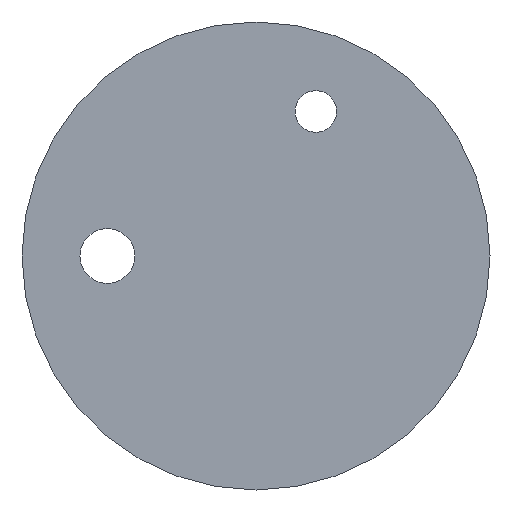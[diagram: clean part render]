
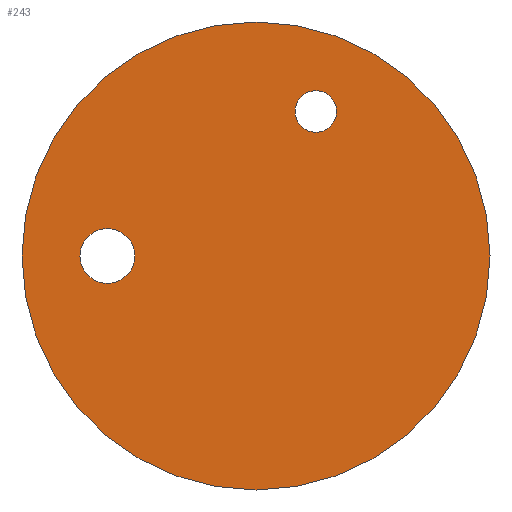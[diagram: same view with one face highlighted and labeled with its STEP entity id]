
A CAD part, front view. The second image highlights one B-rep face of the part: STEP entity #243.
In plain terms, the highlighted planar face has unit normal (0, -1, 0).
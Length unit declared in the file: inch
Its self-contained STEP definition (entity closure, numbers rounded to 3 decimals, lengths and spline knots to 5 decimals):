
#5 = CARTESIAN_POINT ( 'NONE',  ( -1.188, 0., 0. ) ) ;
#8 = CIRCLE ( 'NONE', #320, 0.166 ) ;
#21 = DIRECTION ( 'NONE',  ( -1., 0., 0. ) ) ;
#29 = AXIS2_PLACEMENT_3D ( 'NONE', #5, #103, #350 ) ;
#31 = VERTEX_POINT ( 'NONE', #503 ) ;
#41 = CARTESIAN_POINT ( 'NONE',  ( -1.188, 0., 0.219 ) ) ;
#45 = EDGE_LOOP ( 'NONE', ( #331, #180 ) ) ;
#47 = CARTESIAN_POINT ( 'NONE',  ( -1.188, 0., 0. ) ) ;
#55 = VERTEX_POINT ( 'NONE', #61 ) ;
#56 = CIRCLE ( 'NONE', #202, 1.87 ) ;
#61 = CARTESIAN_POINT ( 'NONE',  ( -1.188, 0., -0.219 ) ) ;
#87 = AXIS2_PLACEMENT_3D ( 'NONE', #490, #380, #427 ) ;
#88 = EDGE_CURVE ( 'NONE', #55, #402, #289, .T. ) ;
#89 = CARTESIAN_POINT ( 'NONE',  ( -1.87, 0., 0. ) ) ;
#90 = AXIS2_PLACEMENT_3D ( 'NONE', #47, #454, #296 ) ;
#100 = ORIENTED_EDGE ( 'NONE', *, *, #516, .T. ) ;
#103 = DIRECTION ( 'NONE',  ( 0., 1., 0. ) ) ;
#123 = DIRECTION ( 'NONE',  ( -1., 0., 0. ) ) ;
#129 = CARTESIAN_POINT ( 'NONE',  ( 0., 0., 0. ) ) ;
#132 = ORIENTED_EDGE ( 'NONE', *, *, #164, .F. ) ;
#146 = EDGE_CURVE ( 'NONE', #293, #234, #158, .T. ) ;
#147 = AXIS2_PLACEMENT_3D ( 'NONE', #434, #395, #21 ) ;
#152 = FACE_BOUND ( 'NONE', #279, .T. ) ;
#155 = FACE_BOUND ( 'NONE', #45, .T. ) ;
#158 = CIRCLE ( 'NONE', #147, 1.87 ) ;
#163 = CIRCLE ( 'NONE', #90, 0.219 ) ;
#164 = EDGE_CURVE ( 'NONE', #234, #293, #56, .T. ) ;
#174 = EDGE_LOOP ( 'NONE', ( #276, #132 ) ) ;
#180 = ORIENTED_EDGE ( 'NONE', *, *, #88, .T. ) ;
#198 = CARTESIAN_POINT ( 'NONE',  ( 0., 0., 0. ) ) ;
#202 = AXIS2_PLACEMENT_3D ( 'NONE', #198, #519, #278 ) ;
#211 = CARTESIAN_POINT ( 'NONE',  ( 0.47835, 0., 0.98885 ) ) ;
#234 = VERTEX_POINT ( 'NONE', #400 ) ;
#243 = ADVANCED_FACE ( 'NONE', ( #152, #155, #252 ), #497, .F. ) ;
#252 = FACE_OUTER_BOUND ( 'NONE', #174, .T. ) ;
#258 = CARTESIAN_POINT ( 'NONE',  ( 0.47835, 0., 1.15485 ) ) ;
#276 = ORIENTED_EDGE ( 'NONE', *, *, #146, .F. ) ;
#277 = AXIS2_PLACEMENT_3D ( 'NONE', #129, #510, #123 ) ;
#278 = DIRECTION ( 'NONE',  ( -1., 0., 0. ) ) ;
#279 = EDGE_LOOP ( 'NONE', ( #100, #445 ) ) ;
#289 = CIRCLE ( 'NONE', #29, 0.219 ) ;
#293 = VERTEX_POINT ( 'NONE', #89 ) ;
#296 = DIRECTION ( 'NONE',  ( 0., 0., 1. ) ) ;
#308 = EDGE_CURVE ( 'NONE', #381, #31, #8, .T. ) ;
#320 = AXIS2_PLACEMENT_3D ( 'NONE', #258, #537, #418 ) ;
#325 = EDGE_CURVE ( 'NONE', #402, #55, #163, .T. ) ;
#327 = CIRCLE ( 'NONE', #87, 0.166 ) ;
#331 = ORIENTED_EDGE ( 'NONE', *, *, #325, .T. ) ;
#350 = DIRECTION ( 'NONE',  ( 0., 0., 1. ) ) ;
#380 = DIRECTION ( 'NONE',  ( 0., 1., 0. ) ) ;
#381 = VERTEX_POINT ( 'NONE', #211 ) ;
#395 = DIRECTION ( 'NONE',  ( 0., 1., 0. ) ) ;
#400 = CARTESIAN_POINT ( 'NONE',  ( 1.87, 0., 0. ) ) ;
#402 = VERTEX_POINT ( 'NONE', #41 ) ;
#418 = DIRECTION ( 'NONE',  ( 0., 0., 1. ) ) ;
#427 = DIRECTION ( 'NONE',  ( 0., 0., 1. ) ) ;
#434 = CARTESIAN_POINT ( 'NONE',  ( 0., 0., 0. ) ) ;
#445 = ORIENTED_EDGE ( 'NONE', *, *, #308, .T. ) ;
#454 = DIRECTION ( 'NONE',  ( 0., 1., 0. ) ) ;
#490 = CARTESIAN_POINT ( 'NONE',  ( 0.47835, 0., 1.15485 ) ) ;
#497 = PLANE ( 'NONE',  #277 ) ;
#503 = CARTESIAN_POINT ( 'NONE',  ( 0.47835, 0., 1.32085 ) ) ;
#510 = DIRECTION ( 'NONE',  ( 0., 1., 0. ) ) ;
#516 = EDGE_CURVE ( 'NONE', #31, #381, #327, .T. ) ;
#519 = DIRECTION ( 'NONE',  ( 0., 1., 0. ) ) ;
#537 = DIRECTION ( 'NONE',  ( 0., 1., 0. ) ) ;
